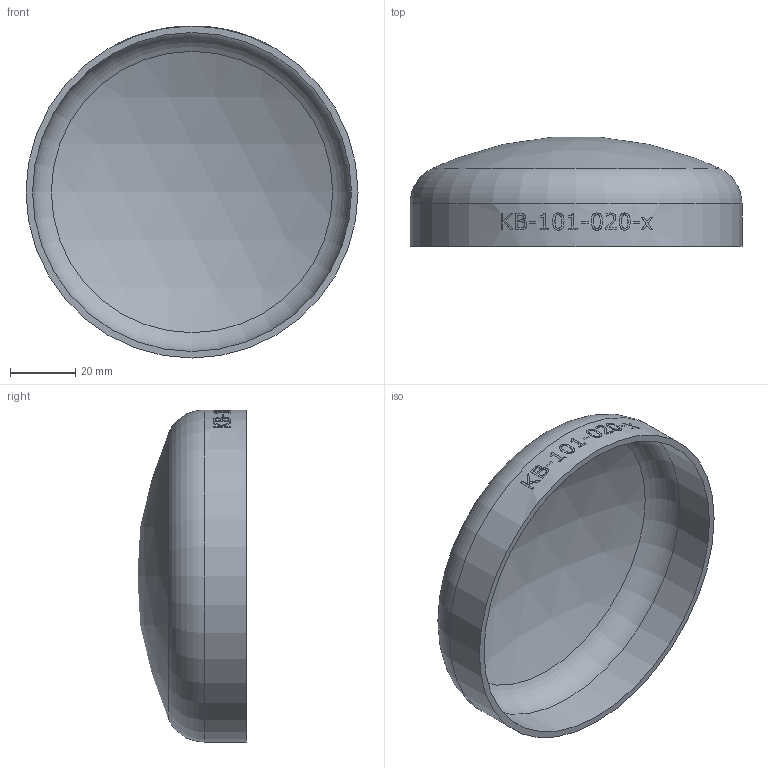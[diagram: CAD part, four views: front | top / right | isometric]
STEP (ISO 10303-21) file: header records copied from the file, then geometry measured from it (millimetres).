
FILE_DESCRIPTION (( 'STEP AP214' ), '1' );
FILE_NAME ('KB-101-020-x Klöpperboden 2003.STEP', '2020-03-25T16:42:15', ( '' ), ( '' ), 'SwSTEP 2.0', 'SolidWorks 2016', '' );
FILE_SCHEMA (( 'AUTOMOTIVE_DESIGN' ));
Length unit declared in the file: millimetre
Products named in the file (1): KB-101-020-x Klöpperboden 2003
Bounding box: 101.6 x 33.35 x 101.6 mm (x, y, z)
Volume: 27994.6 mm3; surface area: 28688.7 mm2
Topology: 1 solids, 1 shells, 159 faces, 415 edges, 276 vertices
Faces by surface type: bspline 76, plane 60, cylinder 19, torus 2, sphere 2
Full cylindrical faces by diameter (mm): 97.6 x1, 101.6 x1
Entity records: 18382 total; most frequent: CARTESIAN_POINT 13467, ORIENTED_EDGE 822, EDGE_CURVE 411, DIRECTION 408, VERTEX_POINT 276, B_SPLINE_CURVE_WITH_KNOTS 243, EDGE_LOOP 181, FACE_OUTER_BOUND 163
